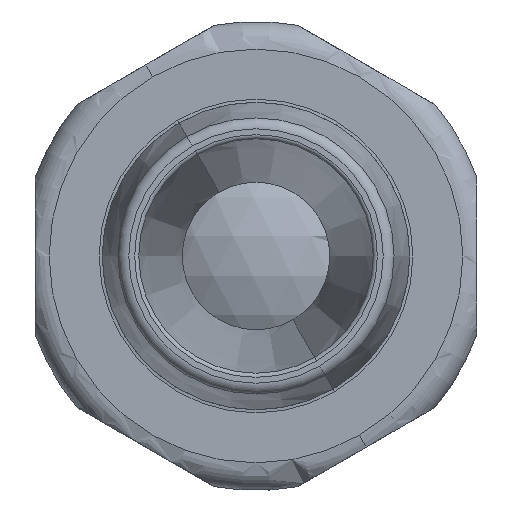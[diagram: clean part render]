
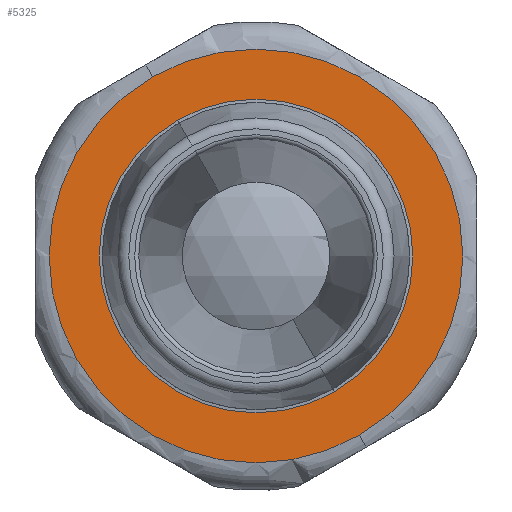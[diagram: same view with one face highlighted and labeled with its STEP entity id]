
A CAD part, left-side view. The second image highlights one B-rep face of the part: STEP entity #5325.
In plain terms, the highlighted planar face has unit normal (-1, 0, 0).
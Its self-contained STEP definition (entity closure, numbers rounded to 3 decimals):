
#3987=CARTESIAN_POINT('',(-41.9,0.,0.));
#3988=DIRECTION('',(-1.,0.,0.));
#3989=DIRECTION('',(0.,0.5,0.866));
#3990=AXIS2_PLACEMENT_3D('',#3987,#3988,#3989);
#3992=CARTESIAN_POINT('',(-41.9,0.,0.));
#3993=DIRECTION('',(-1.,0.,0.));
#3994=DIRECTION('',(0.,-0.5,-0.866));
#3995=AXIS2_PLACEMENT_3D('',#3992,#3993,#3994);
#4793=CARTESIAN_POINT('',(-41.9,0.,0.));
#4794=DIRECTION('',(1.,0.,0.));
#4795=DIRECTION('',(0.,-0.5,-0.866));
#4796=AXIS2_PLACEMENT_3D('',#4793,#4794,#4795);
#4828=CARTESIAN_POINT('',(-41.9,0.,0.));
#4829=DIRECTION('',(-1.,0.,0.));
#4830=DIRECTION('',(0.,-0.5,-0.866));
#4831=AXIS2_PLACEMENT_3D('',#4828,#4829,#4830);
#5089=CARTESIAN_POINT('',(-41.9,7.5,12.99));
#5090=CARTESIAN_POINT('',(-41.9,-7.5,-12.99));
#5091=VERTEX_POINT('',#5089);
#5092=VERTEX_POINT('',#5090);
#5179=CARTESIAN_POINT('',(-41.9,-5.688,-9.851));
#5181=VERTEX_POINT('',#5179);
#5183=CARTESIAN_POINT('',(-41.9,5.688,9.851));
#5185=VERTEX_POINT('',#5183);
#5308=CARTESIAN_POINT('',(-41.9,0.,0.));
#5309=DIRECTION('',(1.,0.,0.));
#5310=DIRECTION('',(0.,0.5,0.866));
#5311=AXIS2_PLACEMENT_3D('',#5308,#5309,#5310);
#5312=PLANE('',#5311);
#5314=ORIENTED_EDGE('',*,*,#5313,.F.);
#5316=ORIENTED_EDGE('',*,*,#5315,.F.);
#5317=EDGE_LOOP('',(#5314,#5316));
#5318=FACE_OUTER_BOUND('',#5317,.F.);
#5320=ORIENTED_EDGE('',*,*,#5319,.F.);
#5322=ORIENTED_EDGE('',*,*,#5321,.T.);
#5323=EDGE_LOOP('',(#5320,#5322));
#5324=FACE_BOUND('',#5323,.F.);
#5325=ADVANCED_FACE('',(#5318,#5324),#5312,.F.);
#3991=CIRCLE('',#3990,15.);
#3996=CIRCLE('',#3995,15.);
#4797=CIRCLE('',#4796,11.375);
#4832=CIRCLE('',#4831,11.375);
#5313=EDGE_CURVE('',#5091,#5092,#3991,.T.);
#5315=EDGE_CURVE('',#5092,#5091,#3996,.T.);
#5319=EDGE_CURVE('',#5181,#5185,#4797,.T.);
#5321=EDGE_CURVE('',#5181,#5185,#4832,.T.);
